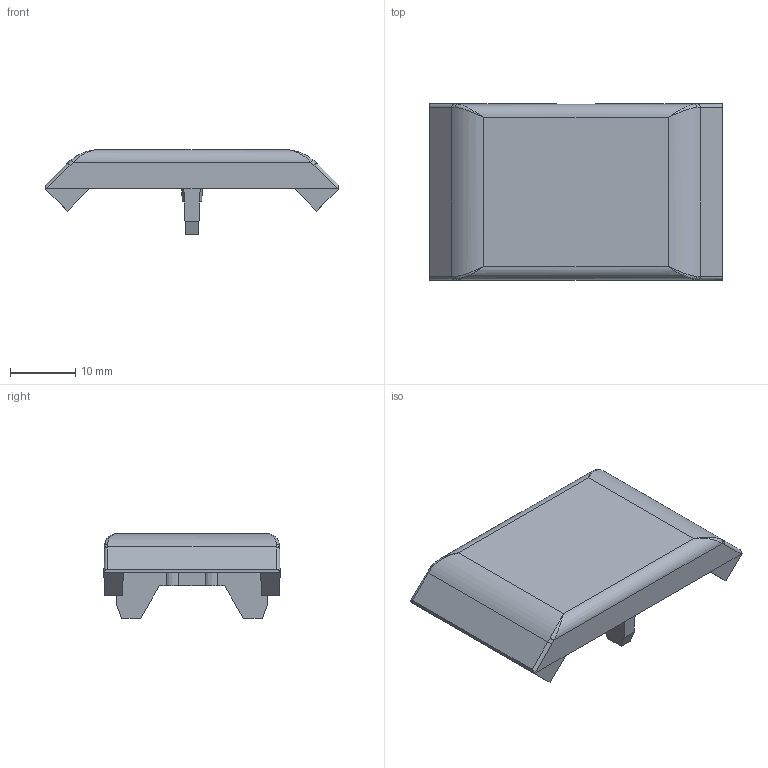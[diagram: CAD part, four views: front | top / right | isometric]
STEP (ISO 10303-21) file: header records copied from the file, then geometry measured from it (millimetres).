
FILE_DESCRIPTION (( 'STEP AP214' ), '1' );
FILE_NAME ('6268110', '2019-01-28T17:15:12', ( '' ), ('JUGARD+KÜNSTNER GmbH'), 'SwSTEP 2.0', 'SolidWorks 2017', '' );
FILE_SCHEMA (( 'AUTOMOTIVE_DESIGN' ));
Length unit declared in the file: millimetre
Products named in the file (1): 6268110
Bounding box: 45 x 27 x 13 mm (x, y, z)
Volume: 4682.2 mm3; surface area: 3708.7 mm2
Topology: 1 solids, 1 shells, 299 faces, 833 edges, 546 vertices
Faces by surface type: plane 259, cylinder 22, bspline 12, cone 6
Entity records: 9858 total; most frequent: CARTESIAN_POINT 2285, ORIENTED_EDGE 1658, DIRECTION 1401, EDGE_CURVE 829, VECTOR 737, LINE 737, VERTEX_POINT 546, AXIS2_PLACEMENT_3D 332
